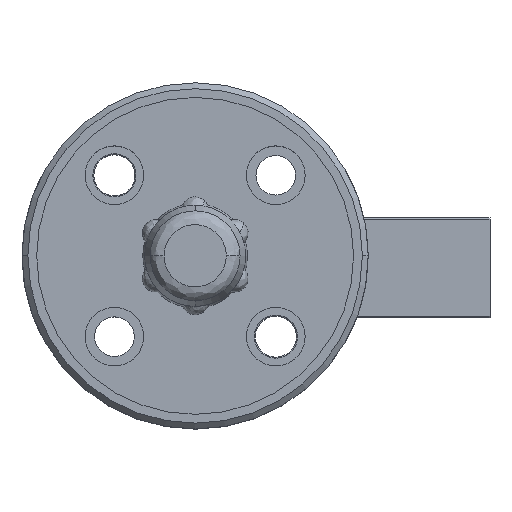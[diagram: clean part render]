
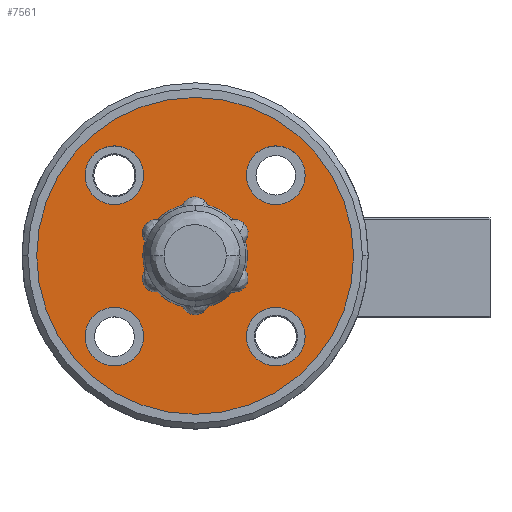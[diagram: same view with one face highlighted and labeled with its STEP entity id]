
A CAD part, top view. The second image highlights one B-rep face of the part: STEP entity #7561.
In plain terms, the highlighted planar face has unit normal (0, 0, 1).
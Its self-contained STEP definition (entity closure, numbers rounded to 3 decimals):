
#116 = CARTESIAN_POINT ( 'NONE',  ( -17.85, 0., 40. ) ) ;
#16658 = FACE_BOUND ( 'NONE', #7062, .T. ) ;
#16659 = FACE_OUTER_BOUND ( 'NONE', #4423, .T. ) ;
#16660 = FACE_BOUND ( 'NONE', #2308, .T. ) ;
#16661 = FACE_BOUND ( 'NONE', #18329, .T. ) ;
#16662 = FACE_BOUND ( 'NONE', #15692, .T. ) ;
#16663 = FACE_BOUND ( 'NONE', #12287, .T. ) ;
#16699 = PLANE ( 'NONE',  #16700 ) ;
#16700 = AXIS2_PLACEMENT_3D ( 'NONE', #16701, #16723, #16724 ) ;
#16701 = CARTESIAN_POINT ( 'NONE',  ( -35.925, 0., 40. ) ) ;
#16723 = DIRECTION ( 'NONE',  ( 0., 0., 1. ) ) ;
#16724 = DIRECTION ( 'NONE',  ( 1., 0., 0. ) ) ;
#471 = CIRCLE ( 'NONE', #472, 17.85 ) ;
#472 = AXIS2_PLACEMENT_3D ( 'NONE', #473, #474, #475 ) ;
#473 = CARTESIAN_POINT ( 'NONE',  ( 0., 0., 40. ) ) ;
#474 = DIRECTION ( 'NONE',  ( 0., 0., -1. ) ) ;
#475 = DIRECTION ( 'NONE',  ( -1., 0., 0. ) ) ;
#17224 = VERTEX_POINT ( 'NONE', #26320 ) ;
#17261 = ORIENTED_EDGE ( 'NONE', *, *, #3240, .T. ) ;
#17482 = CARTESIAN_POINT ( 'NONE',  ( 17.5, -27.5, 40. ) ) ;
#17680 = VERTEX_POINT ( 'NONE', #26848 ) ;
#1451 = CIRCLE ( 'NONE', #1452, 54. ) ;
#1452 = AXIS2_PLACEMENT_3D ( 'NONE', #1453, #1454, #1455 ) ;
#1453 = CARTESIAN_POINT ( 'NONE',  ( 0., 0., 40. ) ) ;
#1454 = DIRECTION ( 'NONE',  ( 0., 0., 1. ) ) ;
#1455 = DIRECTION ( 'NONE',  ( -1., 0., 0. ) ) ;
#18123 = CARTESIAN_POINT ( 'NONE',  ( 37.5, -27.5, 40. ) ) ;
#18132 = EDGE_CURVE ( 'NONE', #17680, #17224, #27225, .T. ) ;
#18329 = EDGE_LOOP ( 'NONE', ( #17261, #16187 ) ) ;
#1954 = CARTESIAN_POINT ( 'NONE',  ( 17.85, 0., 40. ) ) ;
#2308 = EDGE_LOOP ( 'NONE', ( #19889, #18823 ) ) ;
#18771 = CIRCLE ( 'NONE', #18772, 10. ) ;
#18772 = AXIS2_PLACEMENT_3D ( 'NONE', #18773, #18774, #18775 ) ;
#18773 = CARTESIAN_POINT ( 'NONE',  ( 27.5, -27.5, 40. ) ) ;
#18774 = DIRECTION ( 'NONE',  ( 0., 0., -1. ) ) ;
#18775 = DIRECTION ( 'NONE',  ( -1., 0., 0. ) ) ;
#18823 = ORIENTED_EDGE ( 'NONE', *, *, #29283, .T. ) ;
#2469 = ORIENTED_EDGE ( 'NONE', *, *, #18132, .T. ) ;
#3086 = ORIENTED_EDGE ( 'NONE', *, *, #21705, .T. ) ;
#3240 = EDGE_CURVE ( 'NONE', #5007, #5463, #11040, .T. ) ;
#19889 = ORIENTED_EDGE ( 'NONE', *, *, #16384, .T. ) ;
#4423 = EDGE_LOOP ( 'NONE', ( #3086, #2469 ) ) ;
#20802 = VERTEX_POINT ( 'NONE', #116 ) ;
#21064 = EDGE_CURVE ( 'NONE', #20802, #22123, #471, .T. ) ;
#4923 = ORIENTED_EDGE ( 'NONE', *, *, #24142, .T. ) ;
#5007 = VERTEX_POINT ( 'NONE', #13554 ) ;
#21705 = EDGE_CURVE ( 'NONE', #17224, #17680, #1451, .T. ) ;
#5463 = VERTEX_POINT ( 'NONE', #14394 ) ;
#22123 = VERTEX_POINT ( 'NONE', #1954 ) ;
#5926 = EDGE_CURVE ( 'NONE', #5463, #5007, #14932, .T. ) ;
#5995 = ORIENTED_EDGE ( 'NONE', *, *, #21064, .T. ) ;
#6177 = CIRCLE ( 'NONE', #6178, 17.85 ) ;
#6178 = AXIS2_PLACEMENT_3D ( 'NONE', #6179, #6180, #6181 ) ;
#6179 = CARTESIAN_POINT ( 'NONE',  ( 0., 0., 40. ) ) ;
#6180 = DIRECTION ( 'NONE',  ( 0., 0., -1. ) ) ;
#6181 = DIRECTION ( 'NONE',  ( -1., 0., 0. ) ) ;
#7062 = EDGE_LOOP ( 'NONE', ( #5995, #4923 ) ) ;
#23638 = CARTESIAN_POINT ( 'NONE',  ( -37.5, -27.5, 40. ) ) ;
#23775 = CIRCLE ( 'NONE', #23776, 10. ) ;
#23776 = AXIS2_PLACEMENT_3D ( 'NONE', #23777, #23778, #23779 ) ;
#23777 = CARTESIAN_POINT ( 'NONE',  ( -27.5, -27.5, 40. ) ) ;
#23778 = DIRECTION ( 'NONE',  ( 0., 0., -1. ) ) ;
#23779 = DIRECTION ( 'NONE',  ( -1., 0., 0. ) ) ;
#7561 = ADVANCED_FACE ( 'NONE', ( #16658, #16659, #16660, #16661, #16662, #16663 ), #16699, .T. ) ;
#24097 = CARTESIAN_POINT ( 'NONE',  ( -17.5, -27.5, 40. ) ) ;
#24142 = EDGE_CURVE ( 'NONE', #22123, #20802, #6177, .T. ) ;
#24517 = CIRCLE ( 'NONE', #24518, 10. ) ;
#24518 = AXIS2_PLACEMENT_3D ( 'NONE', #24523, #24524, #24525 ) ;
#24523 = CARTESIAN_POINT ( 'NONE',  ( -27.5, -27.5, 40. ) ) ;
#24524 = DIRECTION ( 'NONE',  ( 0., 0., -1. ) ) ;
#24525 = DIRECTION ( 'NONE',  ( -1., 0., 0. ) ) ;
#25198 = ORIENTED_EDGE ( 'NONE', *, *, #27413, .T. ) ;
#25616 = CIRCLE ( 'NONE', #25617, 10. ) ;
#25617 = AXIS2_PLACEMENT_3D ( 'NONE', #25618, #25619, #25620 ) ;
#25618 = CARTESIAN_POINT ( 'NONE',  ( 27.5, -27.5, 40. ) ) ;
#25619 = DIRECTION ( 'NONE',  ( 0., 0., -1. ) ) ;
#25620 = DIRECTION ( 'NONE',  ( -1., 0., 0. ) ) ;
#25823 = EDGE_CURVE ( 'NONE', #26877, #27145, #10637, .T. ) ;
#26235 = ORIENTED_EDGE ( 'NONE', *, *, #25823, .T. ) ;
#26320 = CARTESIAN_POINT ( 'NONE',  ( -54., 0., 40. ) ) ;
#26848 = CARTESIAN_POINT ( 'NONE',  ( 54., 0., 40. ) ) ;
#26877 = VERTEX_POINT ( 'NONE', #13042 ) ;
#10637 = CIRCLE ( 'NONE', #10638, 10. ) ;
#10638 = AXIS2_PLACEMENT_3D ( 'NONE', #10639, #10640, #10641 ) ;
#10639 = CARTESIAN_POINT ( 'NONE',  ( 27.5, 27.5, 40. ) ) ;
#10640 = DIRECTION ( 'NONE',  ( 0., 0., -1. ) ) ;
#10641 = DIRECTION ( 'NONE',  ( -1., 0., 0. ) ) ;
#27145 = VERTEX_POINT ( 'NONE', #13723 ) ;
#27225 = CIRCLE ( 'NONE', #27226, 54. ) ;
#27226 = AXIS2_PLACEMENT_3D ( 'NONE', #27227, #27228, #27229 ) ;
#27227 = CARTESIAN_POINT ( 'NONE',  ( 0., 0., 40. ) ) ;
#27228 = DIRECTION ( 'NONE',  ( 0., 0., 1. ) ) ;
#27229 = DIRECTION ( 'NONE',  ( -1., 0., 0. ) ) ;
#11040 = CIRCLE ( 'NONE', #11058, 10. ) ;
#27413 = EDGE_CURVE ( 'NONE', #27145, #26877, #14489, .T. ) ;
#11058 = AXIS2_PLACEMENT_3D ( 'NONE', #11059, #11060, #11061 ) ;
#11059 = CARTESIAN_POINT ( 'NONE',  ( -27.5, 27.5, 40. ) ) ;
#11060 = DIRECTION ( 'NONE',  ( 0., 0., -1. ) ) ;
#11061 = DIRECTION ( 'NONE',  ( -1., 0., 0. ) ) ;
#12287 = EDGE_LOOP ( 'NONE', ( #26235, #25198 ) ) ;
#28759 = VERTEX_POINT ( 'NONE', #17482 ) ;
#29021 = VERTEX_POINT ( 'NONE', #18123 ) ;
#12793 = ORIENTED_EDGE ( 'NONE', *, *, #14656, .T. ) ;
#29283 = EDGE_CURVE ( 'NONE', #29021, #28759, #18771, .T. ) ;
#13042 = CARTESIAN_POINT ( 'NONE',  ( 17.5, 27.5, 40. ) ) ;
#13554 = CARTESIAN_POINT ( 'NONE',  ( -37.5, 27.5, 40. ) ) ;
#13723 = CARTESIAN_POINT ( 'NONE',  ( 37.5, 27.5, 40. ) ) ;
#13737 = VERTEX_POINT ( 'NONE', #23638 ) ;
#13857 = EDGE_CURVE ( 'NONE', #13737, #14205, #23775, .T. ) ;
#14205 = VERTEX_POINT ( 'NONE', #24097 ) ;
#14394 = CARTESIAN_POINT ( 'NONE',  ( -17.5, 27.5, 40. ) ) ;
#14489 = CIRCLE ( 'NONE', #14490, 10. ) ;
#14490 = AXIS2_PLACEMENT_3D ( 'NONE', #14491, #14492, #14493 ) ;
#14491 = CARTESIAN_POINT ( 'NONE',  ( 27.5, 27.5, 40. ) ) ;
#14492 = DIRECTION ( 'NONE',  ( 0., 0., -1. ) ) ;
#14493 = DIRECTION ( 'NONE',  ( -1., 0., 0. ) ) ;
#14616 = ORIENTED_EDGE ( 'NONE', *, *, #13857, .T. ) ;
#14656 = EDGE_CURVE ( 'NONE', #14205, #13737, #24517, .T. ) ;
#14932 = CIRCLE ( 'NONE', #14933, 10. ) ;
#14933 = AXIS2_PLACEMENT_3D ( 'NONE', #14934, #14935, #14936 ) ;
#14934 = CARTESIAN_POINT ( 'NONE',  ( -27.5, 27.5, 40. ) ) ;
#14935 = DIRECTION ( 'NONE',  ( 0., 0., -1. ) ) ;
#14936 = DIRECTION ( 'NONE',  ( -1., 0., 0. ) ) ;
#15692 = EDGE_LOOP ( 'NONE', ( #14616, #12793 ) ) ;
#16187 = ORIENTED_EDGE ( 'NONE', *, *, #5926, .T. ) ;
#16384 = EDGE_CURVE ( 'NONE', #28759, #29021, #25616, .T. ) ;
